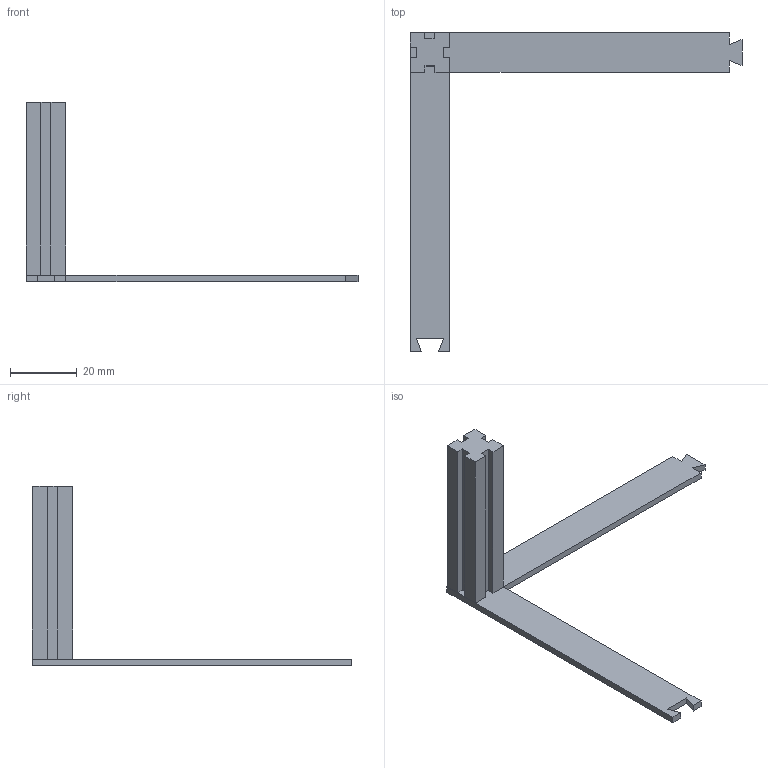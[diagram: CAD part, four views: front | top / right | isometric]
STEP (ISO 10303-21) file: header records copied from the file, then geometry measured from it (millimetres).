
FILE_DESCRIPTION(('FreeCAD Model'),'2;1');
FILE_NAME('Open CASCADE Shape Model','2025-11-06T13:51:06',(''),(''), 'Open CASCADE STEP processor 7.8','FreeCAD','Unknown');
FILE_SCHEMA(('AUTOMOTIVE_DESIGN { 1 0 10303 214 1 1 1 1 }'));
Length unit declared in the file: millimetre
Products named in the file (1): Body
Bounding box: 99.8 x 96.06 x 54 mm (x, y, z)
Volume: 10559.2 mm3; surface area: 8448.3 mm2
Topology: 1 solids, 1 shells, 38 faces, 106 edges, 70 vertices
Faces by surface type: plane 38
Entity records: 1216 total; most frequent: CARTESIAN_POINT 215, ORIENTED_EDGE 212, DIRECTION 184, EDGE_CURVE 106, LINE 106, VECTOR 106, VERTEX_POINT 70, AXIS2_PLACEMENT_3D 39
